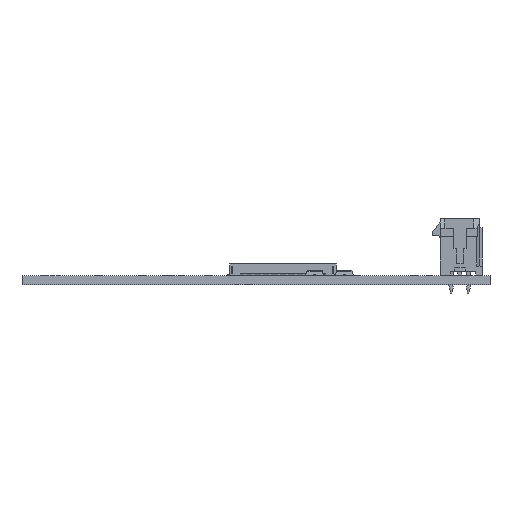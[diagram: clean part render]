
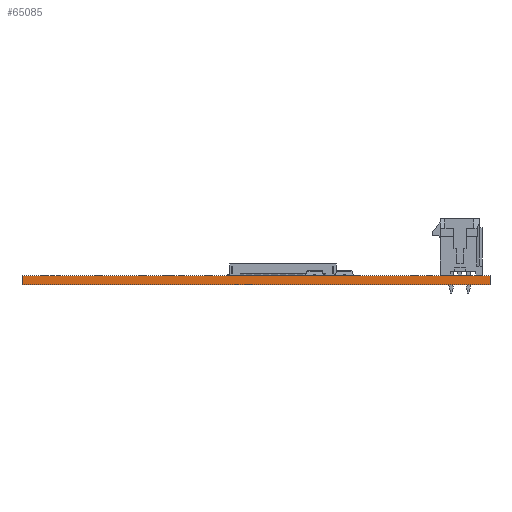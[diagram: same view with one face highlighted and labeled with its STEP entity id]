
A CAD part, front view. The second image highlights one B-rep face of the part: STEP entity #65085.
In plain terms, the highlighted planar face has unit normal (0, -1, 0).
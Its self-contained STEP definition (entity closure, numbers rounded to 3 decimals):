
#65085 = ADVANCED_FACE('',(#65086),#65100,.T.);
#65086 = FACE_BOUND('',#65087,.T.);
#65087 = EDGE_LOOP('',(#65088,#65123,#65151,#65179));
#65088 = ORIENTED_EDGE('',*,*,#65089,.T.);
#65089 = EDGE_CURVE('',#65090,#65092,#65094,.T.);
#65090 = VERTEX_POINT('',#65091);
#65091 = CARTESIAN_POINT('',(82.5,-82.5,0.));
#65092 = VERTEX_POINT('',#65093);
#65093 = CARTESIAN_POINT('',(82.5,-82.5,1.6));
#65094 = SURFACE_CURVE('',#65095,(#65099,#65111),.PCURVE_S1.);
#65095 = LINE('',#65096,#65097);
#65096 = CARTESIAN_POINT('',(82.5,-82.5,0.));
#65097 = VECTOR('',#65098,1.);
#65098 = DIRECTION('',(0.,0.,1.));
#65099 = PCURVE('',#65100,#65105);
#65100 = PLANE('',#65101);
#65101 = AXIS2_PLACEMENT_3D('',#65102,#65103,#65104);
#65102 = CARTESIAN_POINT('',(82.5,-82.5,0.));
#65103 = DIRECTION('',(0.,-1.,0.));
#65104 = DIRECTION('',(-1.,0.,0.));
#65105 = DEFINITIONAL_REPRESENTATION('',(#65106),#65110);
#65106 = LINE('',#65107,#65108);
#65107 = CARTESIAN_POINT('',(0.,-0.));
#65108 = VECTOR('',#65109,1.);
#65109 = DIRECTION('',(0.,-1.));
#65110 = ( GEOMETRIC_REPRESENTATION_CONTEXT(2) 
PARAMETRIC_REPRESENTATION_CONTEXT() REPRESENTATION_CONTEXT('2D SPACE',''
  ) );
#65111 = PCURVE('',#65112,#65117);
#65112 = PLANE('',#65113);
#65113 = AXIS2_PLACEMENT_3D('',#65114,#65115,#65116);
#65114 = CARTESIAN_POINT('',(82.5,-0.,0.));
#65115 = DIRECTION('',(1.,0.,-0.));
#65116 = DIRECTION('',(0.,-1.,0.));
#65117 = DEFINITIONAL_REPRESENTATION('',(#65118),#65122);
#65118 = LINE('',#65119,#65120);
#65119 = CARTESIAN_POINT('',(82.5,0.));
#65120 = VECTOR('',#65121,1.);
#65121 = DIRECTION('',(0.,-1.));
#65122 = ( GEOMETRIC_REPRESENTATION_CONTEXT(2) 
PARAMETRIC_REPRESENTATION_CONTEXT() REPRESENTATION_CONTEXT('2D SPACE',''
  ) );
#65123 = ORIENTED_EDGE('',*,*,#65124,.T.);
#65124 = EDGE_CURVE('',#65092,#65125,#65127,.T.);
#65125 = VERTEX_POINT('',#65126);
#65126 = CARTESIAN_POINT('',(0.,-82.5,1.6));
#65127 = SURFACE_CURVE('',#65128,(#65132,#65139),.PCURVE_S1.);
#65128 = LINE('',#65129,#65130);
#65129 = CARTESIAN_POINT('',(82.5,-82.5,1.6));
#65130 = VECTOR('',#65131,1.);
#65131 = DIRECTION('',(-1.,0.,0.));
#65132 = PCURVE('',#65100,#65133);
#65133 = DEFINITIONAL_REPRESENTATION('',(#65134),#65138);
#65134 = LINE('',#65135,#65136);
#65135 = CARTESIAN_POINT('',(0.,-1.6));
#65136 = VECTOR('',#65137,1.);
#65137 = DIRECTION('',(1.,0.));
#65138 = ( GEOMETRIC_REPRESENTATION_CONTEXT(2) 
PARAMETRIC_REPRESENTATION_CONTEXT() REPRESENTATION_CONTEXT('2D SPACE',''
  ) );
#65139 = PCURVE('',#65140,#65145);
#65140 = PLANE('',#65141);
#65141 = AXIS2_PLACEMENT_3D('',#65142,#65143,#65144);
#65142 = CARTESIAN_POINT('',(41.25,-41.25,1.6));
#65143 = DIRECTION('',(-0.,-0.,-1.));
#65144 = DIRECTION('',(-1.,0.,0.));
#65145 = DEFINITIONAL_REPRESENTATION('',(#65146),#65150);
#65146 = LINE('',#65147,#65148);
#65147 = CARTESIAN_POINT('',(-41.25,-41.25));
#65148 = VECTOR('',#65149,1.);
#65149 = DIRECTION('',(1.,0.));
#65150 = ( GEOMETRIC_REPRESENTATION_CONTEXT(2) 
PARAMETRIC_REPRESENTATION_CONTEXT() REPRESENTATION_CONTEXT('2D SPACE',''
  ) );
#65151 = ORIENTED_EDGE('',*,*,#65152,.F.);
#65152 = EDGE_CURVE('',#65153,#65125,#65155,.T.);
#65153 = VERTEX_POINT('',#65154);
#65154 = CARTESIAN_POINT('',(0.,-82.5,0.));
#65155 = SURFACE_CURVE('',#65156,(#65160,#65167),.PCURVE_S1.);
#65156 = LINE('',#65157,#65158);
#65157 = CARTESIAN_POINT('',(0.,-82.5,0.));
#65158 = VECTOR('',#65159,1.);
#65159 = DIRECTION('',(0.,0.,1.));
#65160 = PCURVE('',#65100,#65161);
#65161 = DEFINITIONAL_REPRESENTATION('',(#65162),#65166);
#65162 = LINE('',#65163,#65164);
#65163 = CARTESIAN_POINT('',(82.5,0.));
#65164 = VECTOR('',#65165,1.);
#65165 = DIRECTION('',(0.,-1.));
#65166 = ( GEOMETRIC_REPRESENTATION_CONTEXT(2) 
PARAMETRIC_REPRESENTATION_CONTEXT() REPRESENTATION_CONTEXT('2D SPACE',''
  ) );
#65167 = PCURVE('',#65168,#65173);
#65168 = PLANE('',#65169);
#65169 = AXIS2_PLACEMENT_3D('',#65170,#65171,#65172);
#65170 = CARTESIAN_POINT('',(0.,-82.5,0.));
#65171 = DIRECTION('',(-1.,0.,0.));
#65172 = DIRECTION('',(0.,1.,0.));
#65173 = DEFINITIONAL_REPRESENTATION('',(#65174),#65178);
#65174 = LINE('',#65175,#65176);
#65175 = CARTESIAN_POINT('',(0.,0.));
#65176 = VECTOR('',#65177,1.);
#65177 = DIRECTION('',(0.,-1.));
#65178 = ( GEOMETRIC_REPRESENTATION_CONTEXT(2) 
PARAMETRIC_REPRESENTATION_CONTEXT() REPRESENTATION_CONTEXT('2D SPACE',''
  ) );
#65179 = ORIENTED_EDGE('',*,*,#65180,.F.);
#65180 = EDGE_CURVE('',#65090,#65153,#65181,.T.);
#65181 = SURFACE_CURVE('',#65182,(#65186,#65193),.PCURVE_S1.);
#65182 = LINE('',#65183,#65184);
#65183 = CARTESIAN_POINT('',(82.5,-82.5,0.));
#65184 = VECTOR('',#65185,1.);
#65185 = DIRECTION('',(-1.,0.,0.));
#65186 = PCURVE('',#65100,#65187);
#65187 = DEFINITIONAL_REPRESENTATION('',(#65188),#65192);
#65188 = LINE('',#65189,#65190);
#65189 = CARTESIAN_POINT('',(0.,-0.));
#65190 = VECTOR('',#65191,1.);
#65191 = DIRECTION('',(1.,0.));
#65192 = ( GEOMETRIC_REPRESENTATION_CONTEXT(2) 
PARAMETRIC_REPRESENTATION_CONTEXT() REPRESENTATION_CONTEXT('2D SPACE',''
  ) );
#65193 = PCURVE('',#65194,#65199);
#65194 = PLANE('',#65195);
#65195 = AXIS2_PLACEMENT_3D('',#65196,#65197,#65198);
#65196 = CARTESIAN_POINT('',(41.25,-41.25,0.));
#65197 = DIRECTION('',(-0.,-0.,-1.));
#65198 = DIRECTION('',(-1.,0.,0.));
#65199 = DEFINITIONAL_REPRESENTATION('',(#65200),#65204);
#65200 = LINE('',#65201,#65202);
#65201 = CARTESIAN_POINT('',(-41.25,-41.25));
#65202 = VECTOR('',#65203,1.);
#65203 = DIRECTION('',(1.,0.));
#65204 = ( GEOMETRIC_REPRESENTATION_CONTEXT(2) 
PARAMETRIC_REPRESENTATION_CONTEXT() REPRESENTATION_CONTEXT('2D SPACE',''
  ) );
